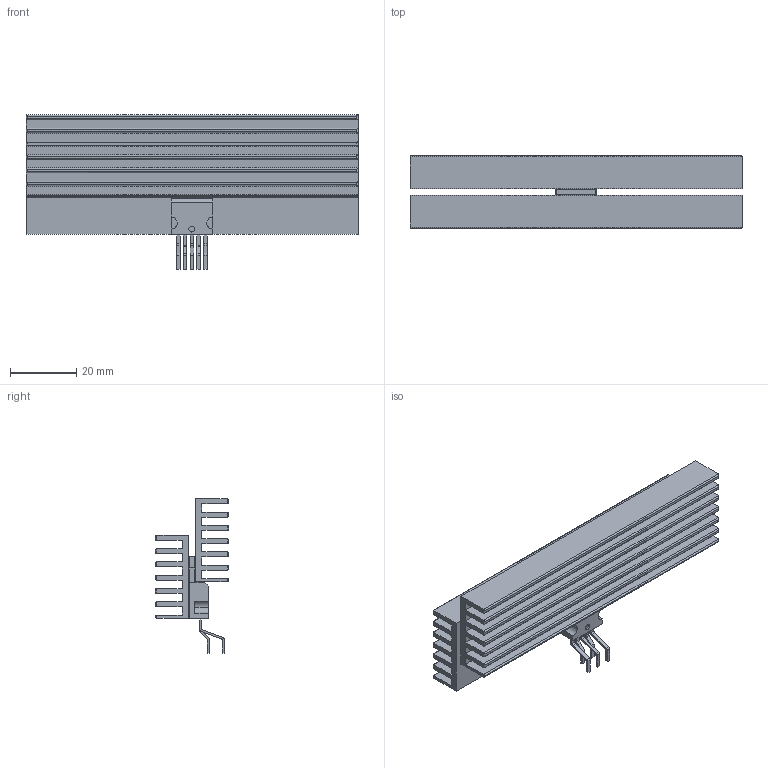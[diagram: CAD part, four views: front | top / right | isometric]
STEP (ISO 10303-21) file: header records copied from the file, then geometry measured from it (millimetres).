
FILE_DESCRIPTION(('FreeCAD Model'),'2;1');
FILE_NAME('Fusion.step', '2017-08-05T17:51:56',('kicad StepUp'),('ksu MCAD'), 'Open CASCADE STEP processor 6.8','FreeCAD','Unknown');
FILE_SCHEMA(('AUTOMOTIVE_DESIGN_CC2 { 1 2 10303 214 -1 1 5 4 }'));
Length unit declared in the file: millimetre
Products named in the file (2): ASSEMBLY; Fusion
Assembly tree (1 placements, depth 2):
  ASSEMBLY
    Fusion
Bounding box: 100 x 22 x 46.54 mm (x, y, z)
Volume: 26819.8 mm3; surface area: 34224.2 mm2
Topology: 3 solids, 3 shells, 205 faces, 519 edges, 326 vertices
Faces by surface type: plane 124, cylinder 81
Full cylindrical faces by diameter (mm): 1.8 x1, 4.56 x1
Entity records: 7526 total; most frequent: CARTESIAN_POINT 1052, DIRECTION 1039, ORIENTED_EDGE 1038, EDGE_CURVE 519, LINE 413, VECTOR 413, VERTEX_POINT 326, AXIS2_PLACEMENT_3D 313
